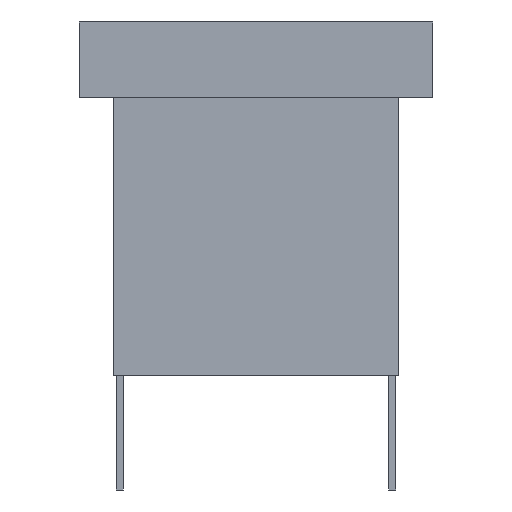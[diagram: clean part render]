
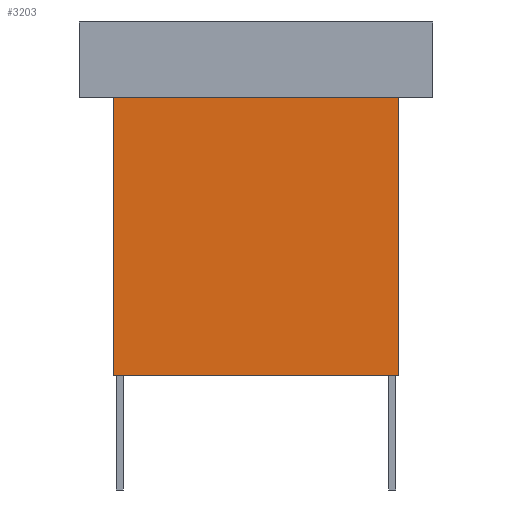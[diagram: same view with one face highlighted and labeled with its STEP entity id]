
A CAD part, left-side view. The second image highlights one B-rep face of the part: STEP entity #3203.
In plain terms, the highlighted planar face has unit normal (-1, 0, 0).
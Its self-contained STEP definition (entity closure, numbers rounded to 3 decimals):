
#3164=CARTESIAN_POINT('',(-10.5,-4.0,0.0));
#3165=DIRECTION('',(-1.0,0.0,0.0));
#3166=DIRECTION('',(0.0,0.0,1.0));
#3167=AXIS2_PLACEMENT_3D('',#3164,#3165,#3166);
#3168=PLANE('',#3167);
#3169=CARTESIAN_POINT('',(-10.5,-4.0,7.8));
#3170=VERTEX_POINT('',#3169);
#3171=CARTESIAN_POINT('',(-10.5,4.0,7.8));
#3172=VERTEX_POINT('',#3171);
#3173=CARTESIAN_POINT('',(-10.5,-4.0,7.8));
#3174=DIRECTION('',(0.0,1.0,0.0));
#3175=VECTOR('',#3174,8.0);
#3176=LINE('',#3173,#3175);
#3177=EDGE_CURVE('',#3170,#3172,#3176,.T.);
#3178=ORIENTED_EDGE('',*,*,#3177,.T.);
#3179=CARTESIAN_POINT('',(-10.5,4.0,0.0));
#3180=VERTEX_POINT('',#3179);
#3181=CARTESIAN_POINT('',(-10.5,4.0,0.0));
#3182=DIRECTION('',(0.0,0.0,1.0));
#3183=VECTOR('',#3182,7.8);
#3184=LINE('',#3181,#3183);
#3185=EDGE_CURVE('',#3180,#3172,#3184,.T.);
#3186=ORIENTED_EDGE('',*,*,#3185,.F.);
#3187=CARTESIAN_POINT('',(-10.5,-4.0,0.0));
#3188=VERTEX_POINT('',#3187);
#3189=CARTESIAN_POINT('',(-10.5,-4.0,0.0));
#3190=DIRECTION('',(0.0,1.0,0.0));
#3191=VECTOR('',#3190,8.0);
#3192=LINE('',#3189,#3191);
#3193=EDGE_CURVE('',#3188,#3180,#3192,.T.);
#3194=ORIENTED_EDGE('',*,*,#3193,.F.);
#3195=CARTESIAN_POINT('',(-10.5,-4.0,0.0));
#3196=DIRECTION('',(0.0,0.0,1.0));
#3197=VECTOR('',#3196,7.8);
#3198=LINE('',#3195,#3197);
#3199=EDGE_CURVE('',#3188,#3170,#3198,.T.);
#3200=ORIENTED_EDGE('',*,*,#3199,.T.);
#3201=EDGE_LOOP('',(#3178,#3186,#3194,#3200));
#3202=FACE_OUTER_BOUND('',#3201,.T.);
#3203=ADVANCED_FACE('',(#3202),#3168,.T.);
